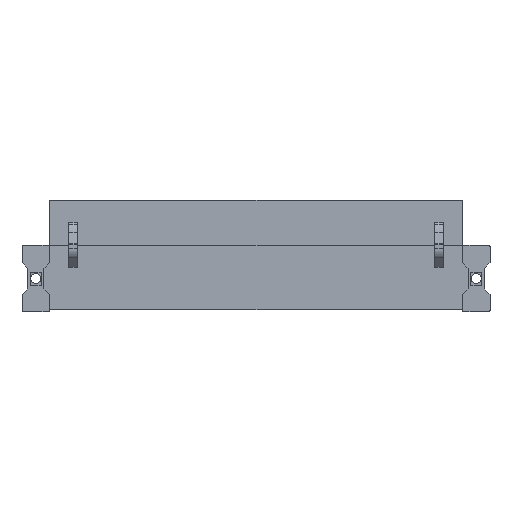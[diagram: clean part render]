
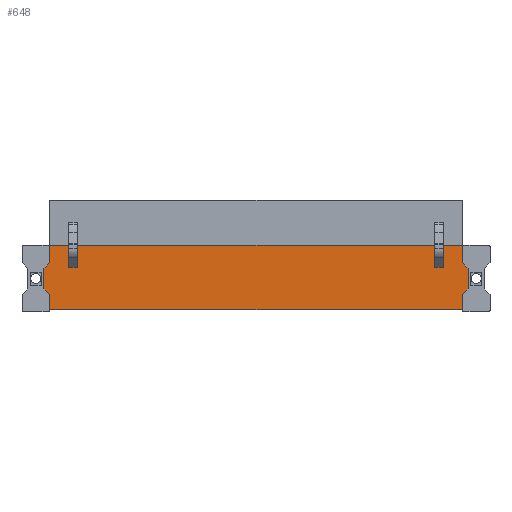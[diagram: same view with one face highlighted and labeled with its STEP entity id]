
A CAD part, top view. The second image highlights one B-rep face of the part: STEP entity #648.
In plain terms, the highlighted planar face has unit normal (0, 0, 1).
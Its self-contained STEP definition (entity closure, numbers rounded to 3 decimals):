
#482=AXIS2_PLACEMENT_3D('Plane Axis2P3D',#479,#480,#481) ;
#49=CARTESIAN_POINT('Vertex',(81.28,0.4,10.95)) ;
#52=CARTESIAN_POINT('Line Origine',(43.18,0.4,10.95)) ;
#56=CARTESIAN_POINT('Vertex',(5.08,0.4,10.95)) ;
#421=CARTESIAN_POINT('Line Origine',(5.08,12.175,10.95)) ;
#425=CARTESIAN_POINT('Vertex',(5.08,12.05,10.95)) ;
#427=CARTESIAN_POINT('Vertex',(5.08,12.3,10.95)) ;
#479=CARTESIAN_POINT('Axis2P3D Location',(5.08,0.4,10.95)) ;
#484=CARTESIAN_POINT('Line Origine',(5.08,10.57,10.95)) ;
#488=CARTESIAN_POINT('Vertex',(5.08,9.09,10.95)) ;
#491=CARTESIAN_POINT('Line Origine',(4.56,8.57,10.95)) ;
#495=CARTESIAN_POINT('Vertex',(4.04,8.05,10.95)) ;
#498=CARTESIAN_POINT('Line Origine',(4.04,6.15,10.95)) ;
#502=CARTESIAN_POINT('Vertex',(4.04,4.25,10.95)) ;
#505=CARTESIAN_POINT('Line Origine',(4.56,3.73,10.95)) ;
#509=CARTESIAN_POINT('Vertex',(5.08,3.21,10.95)) ;
#512=CARTESIAN_POINT('Line Origine',(5.08,1.805,10.95)) ;
#517=CARTESIAN_POINT('Line Origine',(81.28,1.805,10.95)) ;
#521=CARTESIAN_POINT('Vertex',(81.28,3.21,10.95)) ;
#524=CARTESIAN_POINT('Line Origine',(81.8,3.73,10.95)) ;
#528=CARTESIAN_POINT('Vertex',(82.32,4.25,10.95)) ;
#531=CARTESIAN_POINT('Line Origine',(82.32,6.15,10.95)) ;
#535=CARTESIAN_POINT('Vertex',(82.32,8.05,10.95)) ;
#538=CARTESIAN_POINT('Line Origine',(81.8,8.57,10.95)) ;
#542=CARTESIAN_POINT('Vertex',(81.28,9.09,10.95)) ;
#545=CARTESIAN_POINT('Line Origine',(81.28,10.57,10.95)) ;
#549=CARTESIAN_POINT('Vertex',(81.28,12.05,10.95)) ;
#552=CARTESIAN_POINT('Line Origine',(81.28,12.175,10.95)) ;
#556=CARTESIAN_POINT('Vertex',(81.28,12.3,10.95)) ;
#559=CARTESIAN_POINT('Line Origine',(43.18,12.3,10.95)) ;
#580=CARTESIAN_POINT('Line Origine',(76.95,12.269,10.95)) ;
#584=CARTESIAN_POINT('Vertex',(77.7,12.269,10.95)) ;
#586=CARTESIAN_POINT('Vertex',(76.2,12.269,10.95)) ;
#589=CARTESIAN_POINT('Line Origine',(77.7,10.234,10.95)) ;
#593=CARTESIAN_POINT('Vertex',(77.7,8.2,10.95)) ;
#596=CARTESIAN_POINT('Line Origine',(76.95,8.2,10.95)) ;
#600=CARTESIAN_POINT('Vertex',(76.2,8.2,10.95)) ;
#603=CARTESIAN_POINT('Line Origine',(76.2,10.234,10.95)) ;
#614=CARTESIAN_POINT('Line Origine',(10.16,10.234,10.95)) ;
#618=CARTESIAN_POINT('Vertex',(10.16,12.269,10.95)) ;
#620=CARTESIAN_POINT('Vertex',(10.16,8.2,10.95)) ;
#623=CARTESIAN_POINT('Line Origine',(9.41,8.2,10.95)) ;
#627=CARTESIAN_POINT('Vertex',(8.66,8.2,10.95)) ;
#630=CARTESIAN_POINT('Line Origine',(8.66,10.234,10.95)) ;
#634=CARTESIAN_POINT('Vertex',(8.66,12.269,10.95)) ;
#637=CARTESIAN_POINT('Line Origine',(9.41,12.269,10.95)) ;
#53=DIRECTION('Vector Direction',(1.,0.,0.)) ;
#422=DIRECTION('Vector Direction',(0.,1.,0.)) ;
#480=DIRECTION('Axis2P3D Direction',(0.,0.,1.)) ;
#481=DIRECTION('Axis2P3D XDirection',(1.,0.,0.)) ;
#485=DIRECTION('Vector Direction',(0.,1.,0.)) ;
#492=DIRECTION('Vector Direction',(-0.707,-0.707,0.)) ;
#499=DIRECTION('Vector Direction',(0.,-1.,0.)) ;
#506=DIRECTION('Vector Direction',(0.707,-0.707,0.)) ;
#513=DIRECTION('Vector Direction',(0.,1.,0.)) ;
#518=DIRECTION('Vector Direction',(0.,1.,0.)) ;
#525=DIRECTION('Vector Direction',(-0.707,-0.707,0.)) ;
#532=DIRECTION('Vector Direction',(0.,-1.,0.)) ;
#539=DIRECTION('Vector Direction',(0.707,-0.707,0.)) ;
#546=DIRECTION('Vector Direction',(0.,1.,0.)) ;
#553=DIRECTION('Vector Direction',(0.,1.,0.)) ;
#560=DIRECTION('Vector Direction',(1.,0.,0.)) ;
#581=DIRECTION('Vector Direction',(1.,0.,0.)) ;
#590=DIRECTION('Vector Direction',(0.,1.,0.)) ;
#597=DIRECTION('Vector Direction',(1.,0.,0.)) ;
#604=DIRECTION('Vector Direction',(0.,1.,0.)) ;
#615=DIRECTION('Vector Direction',(0.,1.,0.)) ;
#624=DIRECTION('Vector Direction',(1.,0.,0.)) ;
#631=DIRECTION('Vector Direction',(0.,1.,0.)) ;
#638=DIRECTION('Vector Direction',(1.,0.,0.)) ;
#54=VECTOR('Line Direction',#53,1.) ;
#423=VECTOR('Line Direction',#422,1.) ;
#486=VECTOR('Line Direction',#485,1.) ;
#493=VECTOR('Line Direction',#492,1.) ;
#500=VECTOR('Line Direction',#499,1.) ;
#507=VECTOR('Line Direction',#506,1.) ;
#514=VECTOR('Line Direction',#513,1.) ;
#519=VECTOR('Line Direction',#518,1.) ;
#526=VECTOR('Line Direction',#525,1.) ;
#533=VECTOR('Line Direction',#532,1.) ;
#540=VECTOR('Line Direction',#539,1.) ;
#547=VECTOR('Line Direction',#546,1.) ;
#554=VECTOR('Line Direction',#553,1.) ;
#561=VECTOR('Line Direction',#560,1.) ;
#582=VECTOR('Line Direction',#581,1.) ;
#591=VECTOR('Line Direction',#590,1.) ;
#598=VECTOR('Line Direction',#597,1.) ;
#605=VECTOR('Line Direction',#604,1.) ;
#616=VECTOR('Line Direction',#615,1.) ;
#625=VECTOR('Line Direction',#624,1.) ;
#632=VECTOR('Line Direction',#631,1.) ;
#639=VECTOR('Line Direction',#638,1.) ;
#565=ORIENTED_EDGE('',*,*,#429,.F.) ;
#566=ORIENTED_EDGE('',*,*,#490,.F.) ;
#567=ORIENTED_EDGE('',*,*,#497,.T.) ;
#568=ORIENTED_EDGE('',*,*,#504,.T.) ;
#569=ORIENTED_EDGE('',*,*,#511,.T.) ;
#570=ORIENTED_EDGE('',*,*,#516,.F.) ;
#571=ORIENTED_EDGE('',*,*,#58,.F.) ;
#572=ORIENTED_EDGE('',*,*,#523,.T.) ;
#573=ORIENTED_EDGE('',*,*,#530,.F.) ;
#574=ORIENTED_EDGE('',*,*,#537,.F.) ;
#575=ORIENTED_EDGE('',*,*,#544,.F.) ;
#576=ORIENTED_EDGE('',*,*,#551,.T.) ;
#577=ORIENTED_EDGE('',*,*,#558,.T.) ;
#578=ORIENTED_EDGE('',*,*,#563,.F.) ;
#609=ORIENTED_EDGE('',*,*,#588,.F.) ;
#610=ORIENTED_EDGE('',*,*,#595,.T.) ;
#611=ORIENTED_EDGE('',*,*,#602,.T.) ;
#612=ORIENTED_EDGE('',*,*,#607,.F.) ;
#643=ORIENTED_EDGE('',*,*,#622,.T.) ;
#644=ORIENTED_EDGE('',*,*,#629,.F.) ;
#645=ORIENTED_EDGE('',*,*,#636,.F.) ;
#646=ORIENTED_EDGE('',*,*,#641,.T.) ;
#613=FACE_BOUND('',#608,.T.) ;
#647=FACE_BOUND('',#642,.T.) ;
#648=ADVANCED_FACE('BLL5.08/15/90FI 3.2SN OR 1843880000',(#579,#613,#647),#483,.T.) ;
#58=EDGE_CURVE('',#50,#57,#55,.F.) ;
#429=EDGE_CURVE('',#426,#428,#424,.T.) ;
#490=EDGE_CURVE('',#489,#426,#487,.T.) ;
#497=EDGE_CURVE('',#489,#496,#494,.T.) ;
#504=EDGE_CURVE('',#496,#503,#501,.T.) ;
#511=EDGE_CURVE('',#503,#510,#508,.T.) ;
#516=EDGE_CURVE('',#57,#510,#515,.T.) ;
#523=EDGE_CURVE('',#50,#522,#520,.T.) ;
#530=EDGE_CURVE('',#529,#522,#527,.T.) ;
#537=EDGE_CURVE('',#536,#529,#534,.T.) ;
#544=EDGE_CURVE('',#543,#536,#541,.T.) ;
#551=EDGE_CURVE('',#543,#550,#548,.T.) ;
#558=EDGE_CURVE('',#550,#557,#555,.T.) ;
#563=EDGE_CURVE('',#428,#557,#562,.T.) ;
#588=EDGE_CURVE('',#585,#587,#583,.F.) ;
#595=EDGE_CURVE('',#585,#594,#592,.F.) ;
#602=EDGE_CURVE('',#594,#601,#599,.F.) ;
#607=EDGE_CURVE('',#587,#601,#606,.F.) ;
#622=EDGE_CURVE('',#619,#621,#617,.F.) ;
#629=EDGE_CURVE('',#628,#621,#626,.T.) ;
#636=EDGE_CURVE('',#635,#628,#633,.F.) ;
#641=EDGE_CURVE('',#635,#619,#640,.T.) ;
#564=EDGE_LOOP('',(#565,#566,#567,#568,#569,#570,#571,#572,#573,#574,#575,#576,#577,#578)) ;
#608=EDGE_LOOP('',(#609,#610,#611,#612)) ;
#642=EDGE_LOOP('',(#643,#644,#645,#646)) ;
#579=FACE_OUTER_BOUND('',#564,.T.) ;
#55=LINE('Line',#52,#54) ;
#424=LINE('Line',#421,#423) ;
#487=LINE('Line',#484,#486) ;
#494=LINE('Line',#491,#493) ;
#501=LINE('Line',#498,#500) ;
#508=LINE('Line',#505,#507) ;
#515=LINE('Line',#512,#514) ;
#520=LINE('Line',#517,#519) ;
#527=LINE('Line',#524,#526) ;
#534=LINE('Line',#531,#533) ;
#541=LINE('Line',#538,#540) ;
#548=LINE('Line',#545,#547) ;
#555=LINE('Line',#552,#554) ;
#562=LINE('Line',#559,#561) ;
#583=LINE('Line',#580,#582) ;
#592=LINE('Line',#589,#591) ;
#599=LINE('Line',#596,#598) ;
#606=LINE('Line',#603,#605) ;
#617=LINE('Line',#614,#616) ;
#626=LINE('Line',#623,#625) ;
#633=LINE('Line',#630,#632) ;
#640=LINE('Line',#637,#639) ;
#483=PLANE('',#482) ;
#50=VERTEX_POINT('',#49) ;
#57=VERTEX_POINT('',#56) ;
#426=VERTEX_POINT('',#425) ;
#428=VERTEX_POINT('',#427) ;
#489=VERTEX_POINT('',#488) ;
#496=VERTEX_POINT('',#495) ;
#503=VERTEX_POINT('',#502) ;
#510=VERTEX_POINT('',#509) ;
#522=VERTEX_POINT('',#521) ;
#529=VERTEX_POINT('',#528) ;
#536=VERTEX_POINT('',#535) ;
#543=VERTEX_POINT('',#542) ;
#550=VERTEX_POINT('',#549) ;
#557=VERTEX_POINT('',#556) ;
#585=VERTEX_POINT('',#584) ;
#587=VERTEX_POINT('',#586) ;
#594=VERTEX_POINT('',#593) ;
#601=VERTEX_POINT('',#600) ;
#619=VERTEX_POINT('',#618) ;
#621=VERTEX_POINT('',#620) ;
#628=VERTEX_POINT('',#627) ;
#635=VERTEX_POINT('',#634) ;
